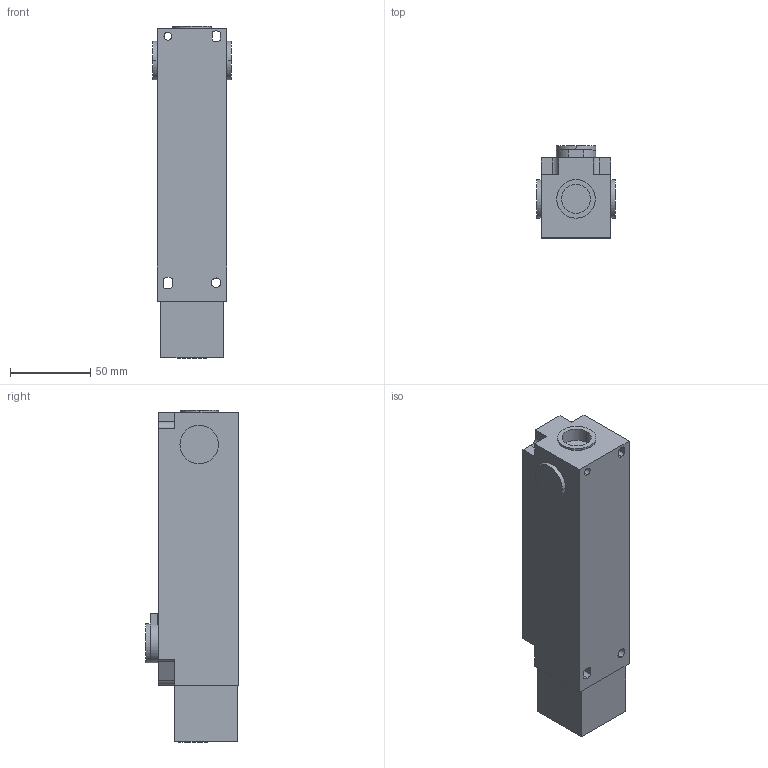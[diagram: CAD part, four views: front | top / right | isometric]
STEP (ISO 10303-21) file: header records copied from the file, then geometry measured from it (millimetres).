
FILE_DESCRIPTION(('STEP AP242'),'1');
FILE_NAME('guard_switch_xcslf2525312.stp','2019-10-02T14:19:33',('TraceParts'),('TraceParts S.A.'),'Spatial InterOp 3D',' ',' ');
FILE_SCHEMA(('AP242_MANAGED_MODEL_BASED_3D_ENGINEERING_MIM_LF {1 0 10303 442 1 1 4}'));
Length unit declared in the file: millimetre
Products named in the file (1): guard_switch_xcslf2525312_1
Bounding box: 49 x 57.7 x 206.5 mm (x, y, z)
Volume: 397540.5 mm3; surface area: 58068.7 mm2
Topology: 6 solids, 6 shells, 118 faces, 280 edges, 184 vertices
Faces by surface type: plane 70, cylinder 44, torus 4
Entity records: 4472 total; most frequent: DIRECTION 630, CARTESIAN_POINT 588, ORIENTED_EDGE 560, EDGE_CURVE 280, AXIS2_PLACEMENT_3D 226, VERTEX_POINT 184, LINE 178, VECTOR 178
